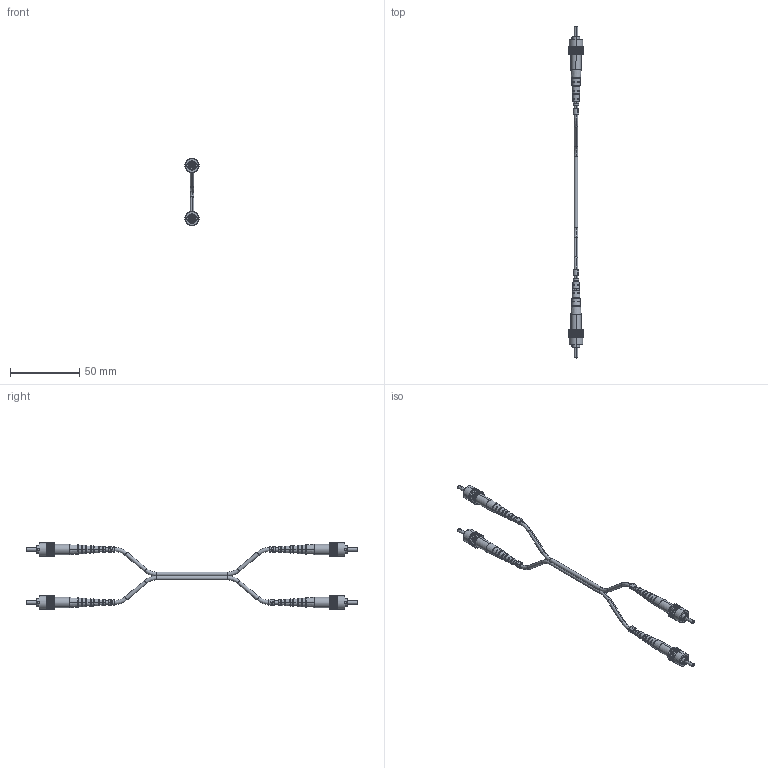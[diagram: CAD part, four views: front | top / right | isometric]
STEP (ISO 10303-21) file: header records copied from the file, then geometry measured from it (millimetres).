
FILE_DESCRIPTION (( 'STEP AP214' ), '1' );
FILE_NAME ('FODST-COLOR.STEP', '2014-03-13T18:07:38', ( 'L-Com' ), ( 'L-Com Global Connectivity' ), 'SwSTEP 2.0', 'SolidWorks 2012', '' );
FILE_SCHEMA (( 'AUTOMOTIVE_DESIGN' ));
Length unit declared in the file: inch
Products named in the file (8): LBL-C3P-B; LBL-C3P-A; FOC-001BA; FOC-001BA-PROD-MA2; FOC-001BA-PROD-MA3; FOC-001BA-PROD-MA1; N602-INS-ZC-62PFD; FODST-COLOR
Assembly tree (12 placements, depth 3):
  FODST-COLOR
    N602-INS-ZC-62PFD
    FOC-001BA  x4
      FOC-001BA-PROD-MA1
      FOC-001BA-PROD-MA3
      FOC-001BA-PROD-MA2
    LBL-C3P-A  x2
    LBL-C3P-B  x2
Bounding box: 10.3 x 239.68 x 48.6 mm (x, y, z)
Volume: 8247.5 mm3; surface area: 14664.9 mm2
Topology: 17 solids, 17 shells, 891 faces, 2545 edges, 1678 vertices
Faces by surface type: plane 676, cylinder 125, cone 48, torus 24, bspline 18
Entity records: 11008 total; most frequent: CARTESIAN_POINT 2478, ORIENTED_EDGE 1538, DIRECTION 1480, EDGE_CURVE 769, AXIS2_PLACEMENT_3D 511, VERTEX_POINT 500, LINE 458, VECTOR 458
